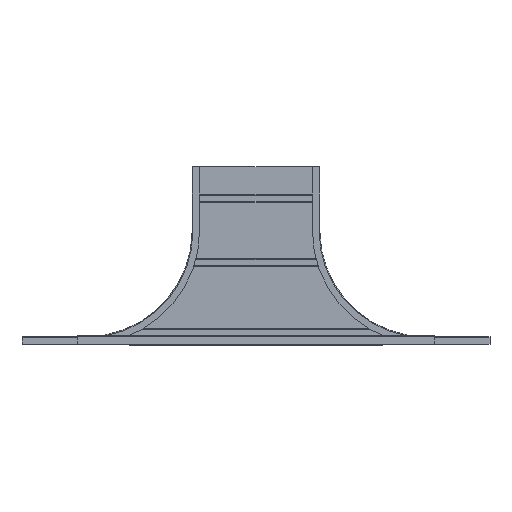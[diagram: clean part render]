
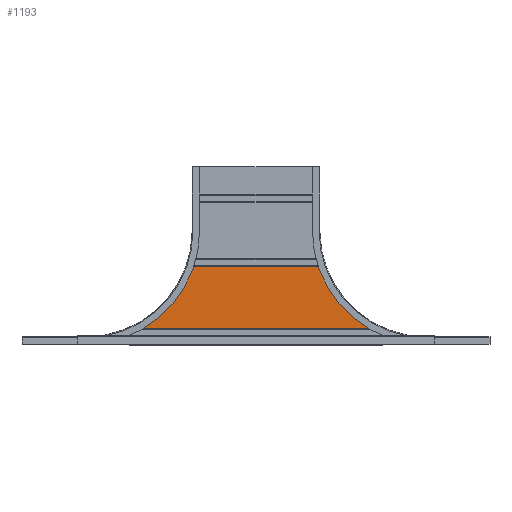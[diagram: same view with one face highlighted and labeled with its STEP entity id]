
A CAD part, front view. The second image highlights one B-rep face of the part: STEP entity #1193.
In plain terms, the highlighted face is planar.
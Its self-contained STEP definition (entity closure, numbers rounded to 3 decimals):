
#1=CARTESIAN_POINT('',(600.,296.576,1.5));
#2=DIRECTION('',(0.,0.,-1.));
#3=DIRECTION('',(-0.94,0.342,0.));
#4=AXIS2_PLACEMENT_3D('',#1,#2,#3);
#6=CARTESIAN_POINT('',(-1000.,296.576,1.5));
#7=DIRECTION('',(0.,0.,-1.));
#8=DIRECTION('',(0.385,0.923,0.));
#9=AXIS2_PLACEMENT_3D('',#6,#7,#8);
#11=DIRECTION('',(1.,0.,0.));
#12=VECTOR('',#11,1212.221);
#13=CARTESIAN_POINT('',(-806.11,761.247,1.5));
#14=LINE('',#13,#12);
#25=CARTESIAN_POINT('',(406.11,761.247,1.5));
#401=DIRECTION('',(-1.,0.,0.));
#402=VECTOR('',#401,653.707);
#403=CARTESIAN_POINT('',(126.854,468.753,1.5));
#404=LINE('',#403,#402);
#983=VERTEX_POINT('',#25);
#986=CARTESIAN_POINT('',(126.854,468.753,1.5));
#987=VERTEX_POINT('',#986);
#1098=CARTESIAN_POINT('',(-806.11,761.247,1.5));
#1099=VERTEX_POINT('',#1098);
#1100=CARTESIAN_POINT('',(-526.854,468.753,1.5));
#1101=VERTEX_POINT('',#1100);
#1179=CARTESIAN_POINT('',(470.,468.753,1.5));
#1180=DIRECTION('',(0.,0.,1.));
#1181=DIRECTION('',(0.,-1.,0.));
#1182=AXIS2_PLACEMENT_3D('',#1179,#1180,#1181);
#1183=PLANE('',#1182);
#1185=ORIENTED_EDGE('',*,*,#1184,.T.);
#1187=ORIENTED_EDGE('',*,*,#1186,.F.);
#1189=ORIENTED_EDGE('',*,*,#1188,.T.);
#1190=ORIENTED_EDGE('',*,*,#1168,.F.);
#1191=EDGE_LOOP('',(#1185,#1187,#1189,#1190));
#1192=FACE_OUTER_BOUND('',#1191,.F.);
#1193=ADVANCED_FACE('',(#1192),#1183,.T.);
#5=CIRCLE('',#4,503.5);
#10=CIRCLE('',#9,503.5);
#1168=EDGE_CURVE('',#1099,#1101,#10,.T.);
#1184=EDGE_CURVE('',#1099,#983,#14,.T.);
#1186=EDGE_CURVE('',#987,#983,#5,.T.);
#1188=EDGE_CURVE('',#987,#1101,#404,.T.);
